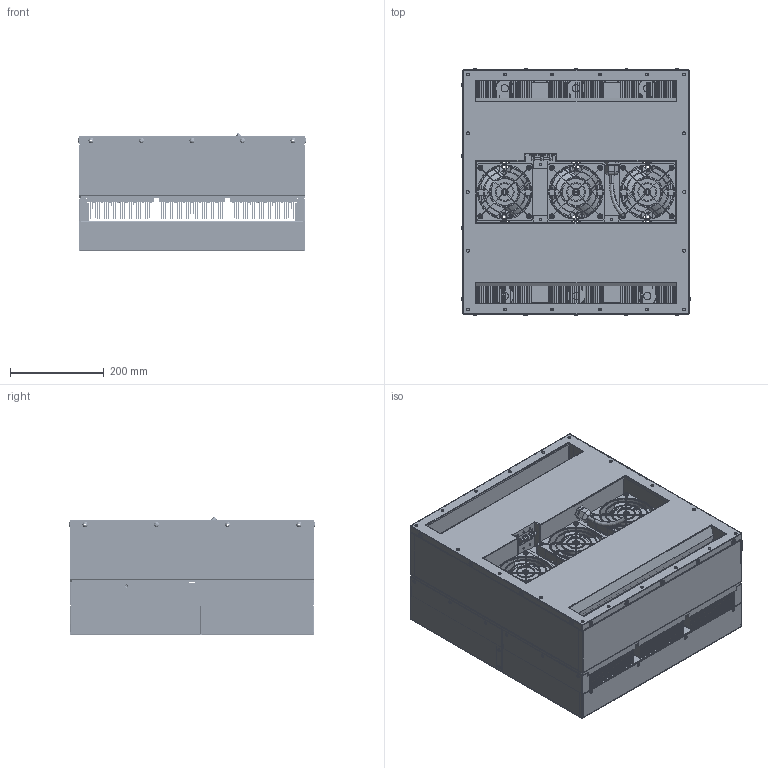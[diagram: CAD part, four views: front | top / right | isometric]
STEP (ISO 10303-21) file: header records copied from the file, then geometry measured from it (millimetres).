
FILE_DESCRIPTION (( 'STEP AP203' ), '1' );
FILE_NAME ('FHP-3253.STEP', '2016-05-11T16:50:34', ( '' ), ( '' ), 'SwSTEP 2.0', 'SolidWorks 2016', '' );
FILE_SCHEMA (( 'CONFIG_CONTROL_DESIGN' ));
Length unit declared in the file: inch
Products named in the file (1): FHP-3253
Bounding box: 489.36 x 527.97 x 251.73 mm (x, y, z)
Surface area: 6146098.8 mm2 (no closed solid volume)
Topology: 0 solids, 261 shells, 2183 faces, 9356 edges, 7111 vertices
Faces by surface type: plane 1093, cylinder 902, bspline 180, cone 8
Entity records: 123212 total; most frequent: CARTESIAN_POINT 50145, DIRECTION 14447, ORIENTED_EDGE 13150, EDGE_CURVE 9336, VERTEX_POINT 7101, LINE 5061, VECTOR 5061, AXIS2_PLACEMENT_3D 4693
